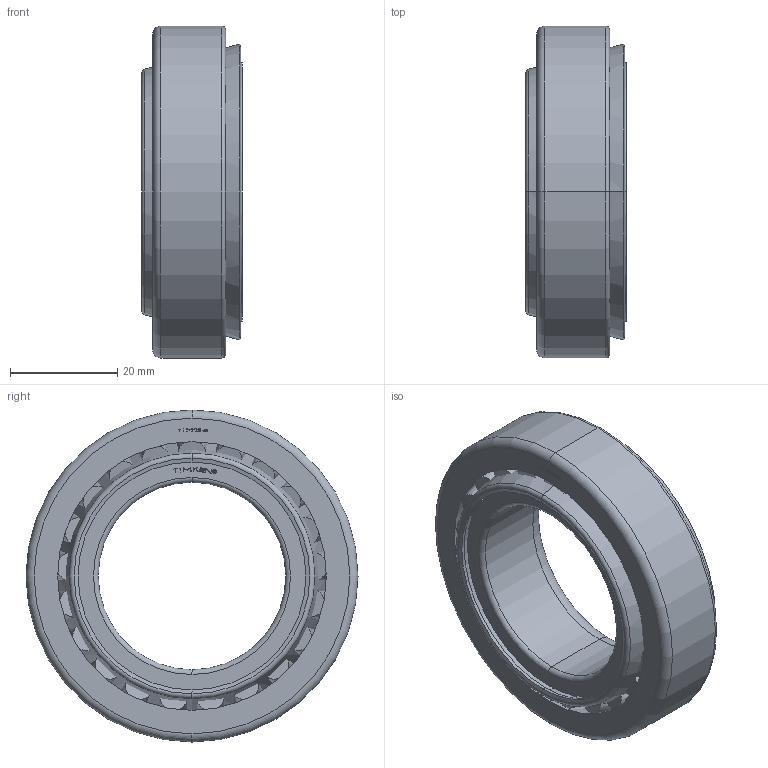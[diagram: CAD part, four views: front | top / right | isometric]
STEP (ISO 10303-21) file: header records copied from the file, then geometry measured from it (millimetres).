
FILE_DESCRIPTION(('starvars output'),'2;1');
FILE_NAME('cv20221011181253000016806.stp','18:12:53 2022/10/11',( 'Thomas Industrial Network Germany GmbH'),( 'Thomas Industrial Network Germany GmbH'),'unknown preprocess','ACIS' ,'unknown authorization');
FILE_SCHEMA(('AUTOMOTIVE_DESIGN_CC2 {UNKNOWN IMPLEMENTATION LEVEL}'));
Length unit declared in the file: millimetre
Products named in the file (4): PRODUCT_ID_1; PRODUCT_ID_2; PRODUCT_ID_3; PRODUCT_ID_4
Bounding box: 18.78 x 61.97 x 61.97 mm (x, y, z)
Volume: 27343.3 mm3; surface area: 23680.5 mm2
Topology: 24 solids, 24 shells, 482 faces, 1170 edges, 770 vertices
Faces by surface type: plane 370, cone 62, cylinder 40, torus 10
Entity records: 17477 total; most frequent: ORIENTED_EDGE 2340, CARTESIAN_POINT 2293, DIRECTION 2080, EDGE_CURVE 1170, VECTOR 966, LINE 966, VERTEX_POINT 770, AXIS2_PLACEMENT_3D 557
